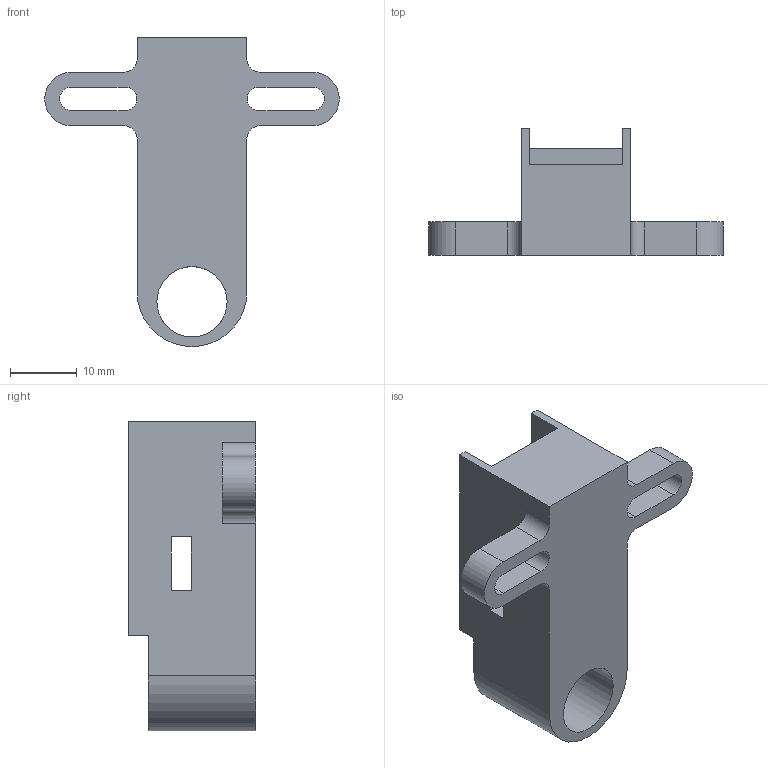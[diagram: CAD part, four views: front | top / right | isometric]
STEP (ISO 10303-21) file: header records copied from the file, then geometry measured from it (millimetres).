
FILE_DESCRIPTION(/* description */ (''),/* implementation_level */ '2;1');
FILE_NAME(/* name */ 'Perimeter_mount.step',/* time_stamp */ '2022-01-28T11:55:18+01:00',/* author */ (''),/* organization */ (''),/* preprocessor_version */ 'ST-DEVELOPER v18.1',/* originating_system */ 'Autodesk Translation Framework v10.13.0.1454',/* authorisation */ '');
FILE_SCHEMA (('AUTOMOTIVE_DESIGN { 1 0 10303 214 3 1 1 }'));
Length unit declared in the file: millimetre
Products named in the file (1): Perimeter_mount
Bounding box: 44 x 19 x 46.2 mm (x, y, z)
Volume: 9952.2 mm3; surface area: 5312.6 mm2
Topology: 1 solids, 1 shells, 46 faces, 135 edges, 90 vertices
Faces by surface type: plane 30, cylinder 16
Full cylindrical faces by diameter (mm): 10.5 x1
Entity records: 1582 total; most frequent: CARTESIAN_POINT 272, ORIENTED_EDGE 270, DIRECTION 263, EDGE_CURVE 135, LINE 101, VECTOR 101, VERTEX_POINT 90, AXIS2_PLACEMENT_3D 81
